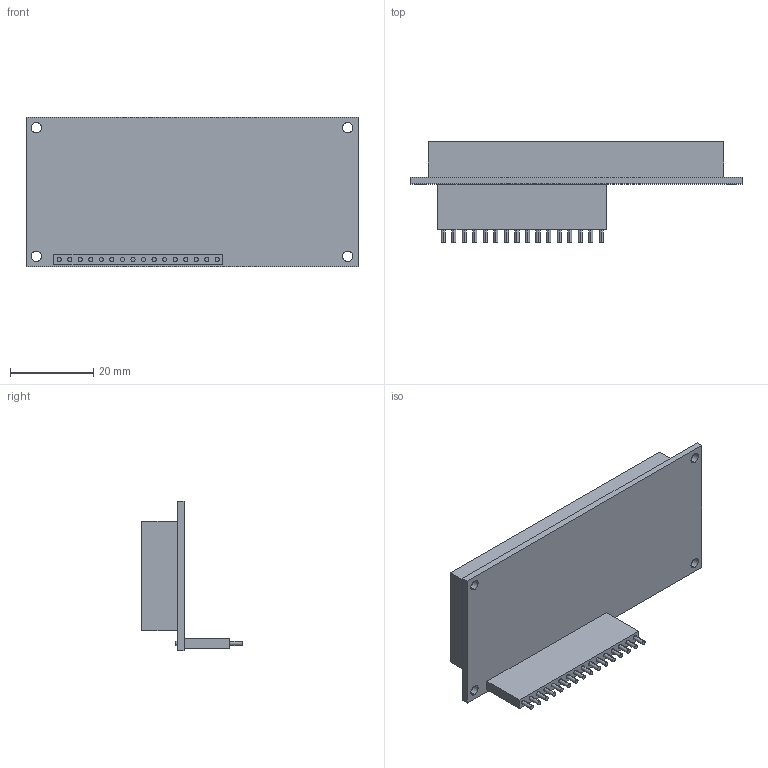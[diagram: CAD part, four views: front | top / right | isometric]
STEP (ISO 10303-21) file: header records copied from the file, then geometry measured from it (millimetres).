
FILE_DESCRIPTION (( 'STEP AP214' ), '1' );
FILE_NAME ('LCD80X36mm_SIL16.STEP', '2018-12-05T20:08:24', ( 'ahmad kamal' ), ( '' ), 'SwSTEP 2.0', 'SolidWorks 2018', '' );
FILE_SCHEMA (( 'AUTOMOTIVE_DESIGN' ));
Length unit declared in the file: millimetre
Products named in the file (1): LCD80X36mm_SIL16
Bounding box: 80 x 24.24 x 36 mm (x, y, z)
Volume: 21290.9 mm3; surface area: 9159.3 mm2
Topology: 1 solids, 1 shells, 135 faces, 288 edges, 192 vertices
Faces by surface type: cylinder 76, plane 59
Entity records: 4083 total; most frequent: DIRECTION 712, CARTESIAN_POINT 616, ORIENTED_EDGE 576, EDGE_CURVE 288, AXIS2_PLACEMENT_3D 288, VERTEX_POINT 192, EDGE_LOOP 180, CIRCLE 152
